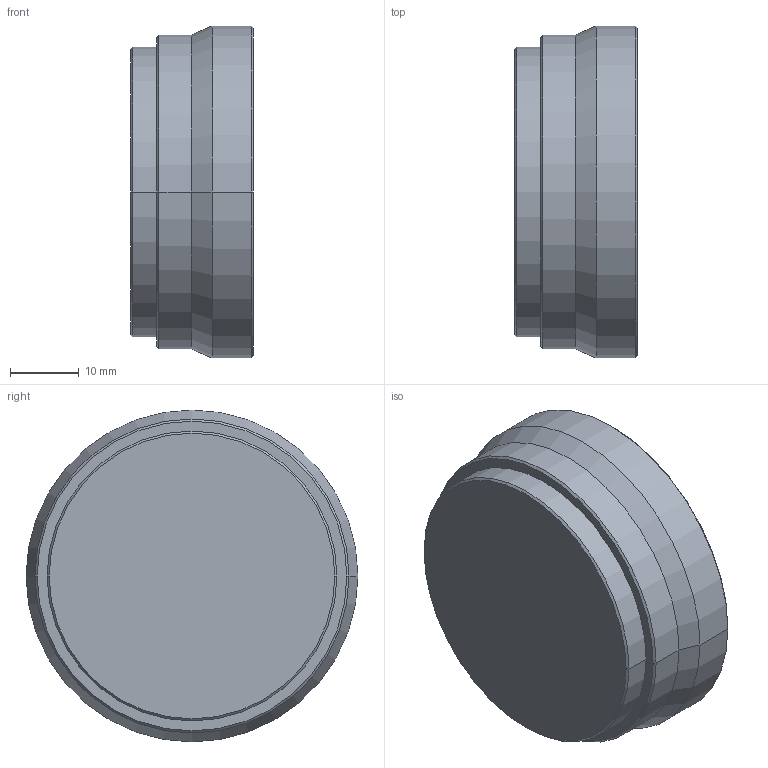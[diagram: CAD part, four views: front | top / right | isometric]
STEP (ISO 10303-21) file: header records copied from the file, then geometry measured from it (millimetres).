
FILE_DESCRIPTION((''),'2;1');
FILE_NAME('AT4214','2021-01-06T',('Administrator'),(''),'PRO/ENGINEER BY PARAMETRIC TECHNOLOGY CORPORATION, 2010280','PRO/ENGINEER BY PARAMETRIC TECHNOLOGY CORPORATION, 2010280','');
FILE_SCHEMA(('CONFIG_CONTROL_DESIGN'));
Length unit declared in the file: millimetre
Products named in the file (1): AT4214
Bounding box: 17.8 x 48.1 x 48.1 mm (x, y, z)
Volume: 19090.3 mm3; surface area: 6945.4 mm2
Topology: 1 solids, 1 shells, 20 faces, 38 edges, 22 vertices
Faces by surface type: cylinder 8, cone 8, plane 4
Entity records: 542 total; most frequent: DIRECTION 100, CARTESIAN_POINT 80, ORIENTED_EDGE 76, AXIS2_PLACEMENT_3D 42, EDGE_CURVE 38, VERTEX_POINT 22, EDGE_LOOP 22, CIRCLE 22
